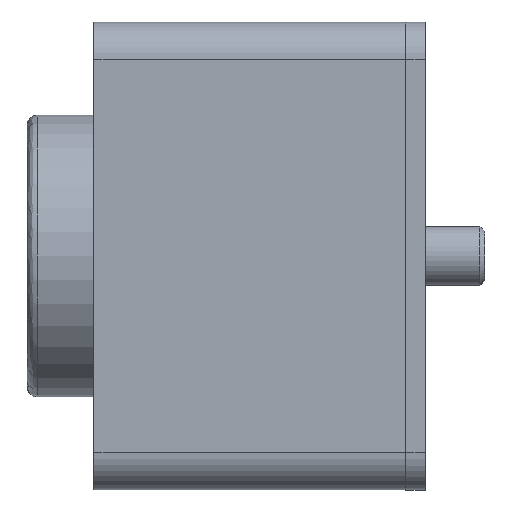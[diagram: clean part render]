
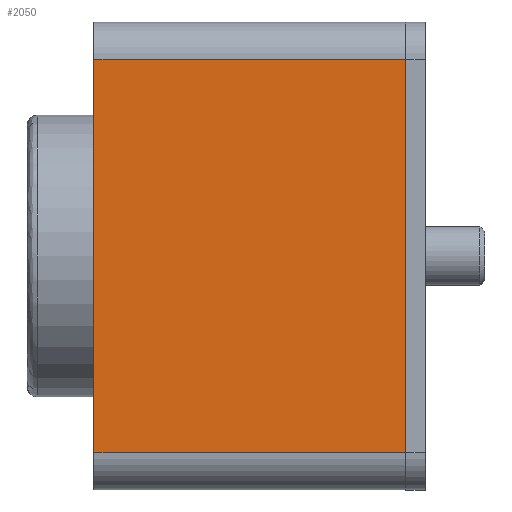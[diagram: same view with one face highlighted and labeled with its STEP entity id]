
A CAD part, front view. The second image highlights one B-rep face of the part: STEP entity #2050.
In plain terms, the highlighted planar face has unit normal (0, -1, 0).
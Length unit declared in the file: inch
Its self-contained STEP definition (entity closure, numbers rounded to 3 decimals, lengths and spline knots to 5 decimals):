
#81 = ORIENTED_EDGE ( 'NONE', *, *, #484, .F. ) ;
#111 = VERTEX_POINT ( 'NONE', #2526 ) ;
#165 = CARTESIAN_POINT ( 'NONE',  ( 1.26, -1.3, 0.795 ) ) ;
#244 = CARTESIAN_POINT ( 'NONE',  ( 1.26, -1.3, -0.795 ) ) ;
#405 = CARTESIAN_POINT ( 'NONE',  ( 1.26, -1.3, 0.795 ) ) ;
#452 = EDGE_CURVE ( 'NONE', #617, #1890, #2470, .T. ) ;
#480 = VECTOR ( 'NONE', #2532, 39.37008 ) ;
#484 = EDGE_CURVE ( 'NONE', #617, #111, #2097, .T. ) ;
#574 = CARTESIAN_POINT ( 'NONE',  ( 0., -1.3, 0.795 ) ) ;
#617 = VERTEX_POINT ( 'NONE', #244 ) ;
#628 = ORIENTED_EDGE ( 'NONE', *, *, #1822, .F. ) ;
#786 = DIRECTION ( 'NONE',  ( 0., 0., 1. ) ) ;
#1024 = CARTESIAN_POINT ( 'NONE',  ( 1.26, -1.3, 0.796 ) ) ;
#1082 = EDGE_LOOP ( 'NONE', ( #81, #1285, #628, #2612 ) ) ;
#1161 = AXIS2_PLACEMENT_3D ( 'NONE', #2517, #2499, #1208 ) ;
#1208 = DIRECTION ( 'NONE',  ( 0., 0., 1. ) ) ;
#1215 = CARTESIAN_POINT ( 'NONE',  ( 1.26, -1.3, -0.795 ) ) ;
#1285 = ORIENTED_EDGE ( 'NONE', *, *, #452, .T. ) ;
#1452 = FACE_OUTER_BOUND ( 'NONE', #1082, .T. ) ;
#1617 = VERTEX_POINT ( 'NONE', #1934 ) ;
#1625 = LINE ( 'NONE', #574, #2618 ) ;
#1689 = VECTOR ( 'NONE', #786, 39.37008 ) ;
#1822 = EDGE_CURVE ( 'NONE', #1617, #1890, #2508, .T. ) ;
#1823 = DIRECTION ( 'NONE',  ( -1., 0., 0. ) ) ;
#1890 = VERTEX_POINT ( 'NONE', #405 ) ;
#1934 = CARTESIAN_POINT ( 'NONE',  ( 0., -1.3, 0.795 ) ) ;
#2050 = ADVANCED_FACE ( 'NONE', ( #1452 ), #2716, .F. ) ;
#2055 = VECTOR ( 'NONE', #1823, 39.37008 ) ;
#2097 = LINE ( 'NONE', #1215, #2055 ) ;
#2378 = EDGE_CURVE ( 'NONE', #111, #1617, #1625, .T. ) ;
#2470 = LINE ( 'NONE', #1024, #1689 ) ;
#2499 = DIRECTION ( 'NONE',  ( 0., 1., 0. ) ) ;
#2508 = LINE ( 'NONE', #165, #480 ) ;
#2517 = CARTESIAN_POINT ( 'NONE',  ( 1.26, -1.3, 0.795 ) ) ;
#2526 = CARTESIAN_POINT ( 'NONE',  ( 0., -1.3, -0.795 ) ) ;
#2532 = DIRECTION ( 'NONE',  ( 1., 0., 0. ) ) ;
#2612 = ORIENTED_EDGE ( 'NONE', *, *, #2378, .F. ) ;
#2618 = VECTOR ( 'NONE', #2712, 39.37008 ) ;
#2712 = DIRECTION ( 'NONE',  ( 0., 0., 1. ) ) ;
#2716 = PLANE ( 'NONE',  #1161 ) ;
